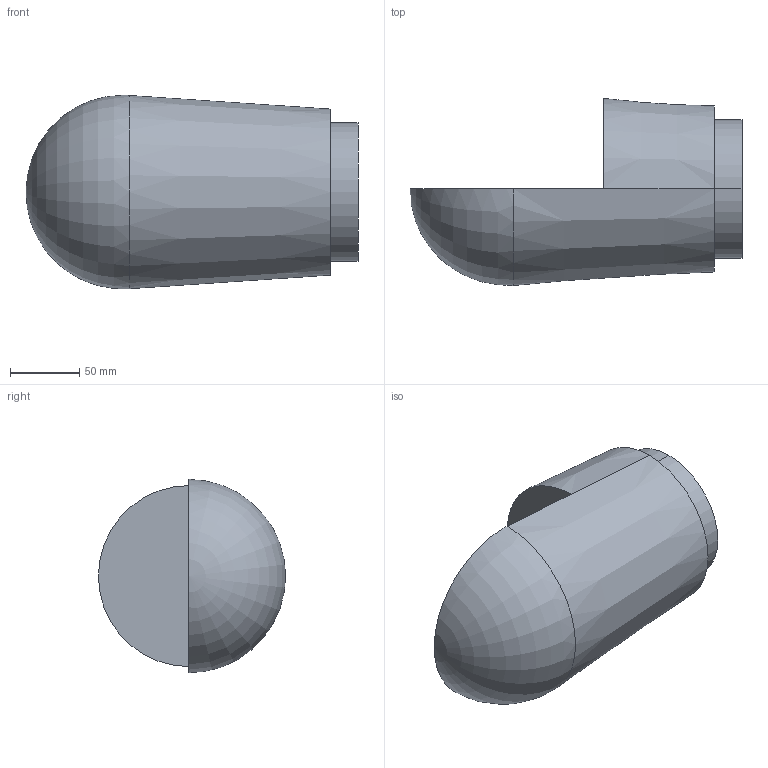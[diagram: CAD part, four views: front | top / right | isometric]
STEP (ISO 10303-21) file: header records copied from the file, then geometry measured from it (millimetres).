
FILE_DESCRIPTION (( 'STEP AP214' ), '1' );
FILE_NAME ('part2.STEP', '2018-05-11T08:59:49', ( '' ), ( '' ), 'SwSTEP 2.0', 'SolidWorks 2017', '' );
FILE_SCHEMA (( 'AUTOMOTIVE_DESIGN' ));
Length unit declared in the file: metre
Products named in the file (1): part2
Bounding box: 240 x 135.26 x 139.84 mm (x, y, z)
Volume: 1748867 mm3; surface area: 111283 mm2
Topology: 1 solids, 1 shells, 12 faces, 27 edges, 15 vertices
Faces by surface type: cone 4, plane 4, cylinder 2, torus 2
Entity records: 382 total; most frequent: CARTESIAN_POINT 85, DIRECTION 62, ORIENTED_EDGE 48, AXIS2_PLACEMENT_3D 26, EDGE_CURVE 24, VERTEX_POINT 15, EDGE_LOOP 13, CIRCLE 13
